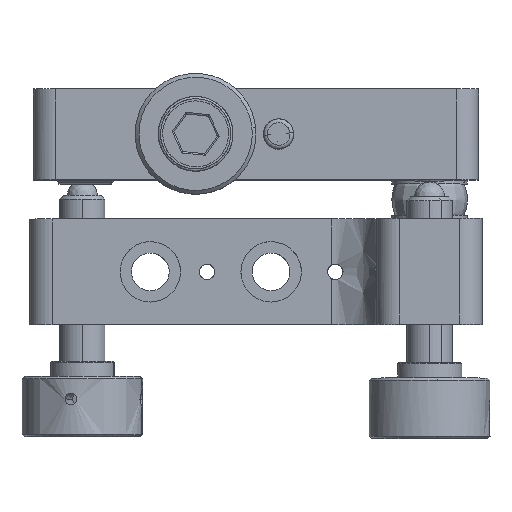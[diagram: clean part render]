
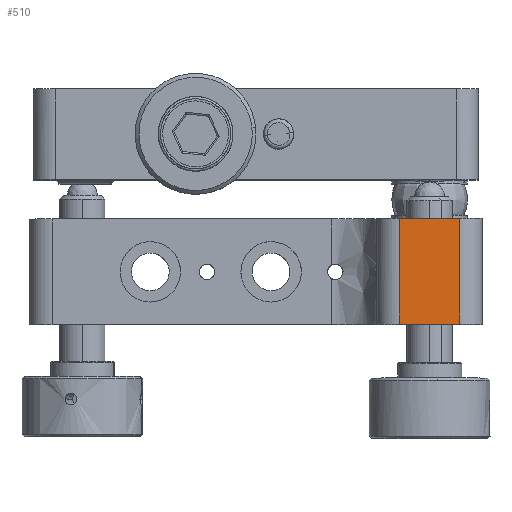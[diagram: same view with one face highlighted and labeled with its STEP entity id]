
A CAD part, top view. The second image highlights one B-rep face of the part: STEP entity #510.
In plain terms, the highlighted free-form (B-spline) face has degree [1, 1] with [2, 2] control points.
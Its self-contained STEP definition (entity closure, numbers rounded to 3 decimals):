
#510=ADVANCED_FACE('',(#1238),#25939,.T.);
#1238=FACE_OUTER_BOUND('',#1976,.T.);
#1976=EDGE_LOOP('',(#2947,#2948,#2949,#2950));
#2947=ORIENTED_EDGE('',*,*,#21447,.T.);
#2948=ORIENTED_EDGE('',*,*,#21448,.T.);
#2949=ORIENTED_EDGE('',*,*,#21449,.T.);
#2950=ORIENTED_EDGE('',*,*,#21446,.F.);
#6908=PCURVE('',#26406,#10870);
#6909=PCURVE('',#25939,#10871);
#6910=PCURVE('',#25939,#10872);
#6911=PCURVE('',#25939,#10873);
#6912=PCURVE('',#25939,#10874);
#6924=PCURVE('',#25940,#10886);
#6946=PCURVE('',#26407,#10908);
#7002=PCURVE('',#25944,#10964);
#10870=DEFINITIONAL_REPRESENTATION('',(#14824),#52595);
#10871=DEFINITIONAL_REPRESENTATION('',(#14826),#52595);
#10872=DEFINITIONAL_REPRESENTATION('',(#14828),#52595);
#10873=DEFINITIONAL_REPRESENTATION('',(#14830),#52595);
#10874=DEFINITIONAL_REPRESENTATION('',(#14831),#52595);
#10886=DEFINITIONAL_REPRESENTATION('',(#14840),#52595);
#10908=DEFINITIONAL_REPRESENTATION('',(#14844),#52595);
#10964=DEFINITIONAL_REPRESENTATION('',(#14887),#52595);
#14824=B_SPLINE_CURVE_WITH_KNOTS('',1,(#29089,#29090),.UNSPECIFIED.,.F.,
 .F.,(2,2),(0.,14.),.UNSPECIFIED.);
#14825=B_SPLINE_CURVE_WITH_KNOTS('',1,(#29091,#29092),.UNSPECIFIED.,.F.,
 .F.,(2,2),(-8.,0.),.UNSPECIFIED.);
#14826=B_SPLINE_CURVE_WITH_KNOTS('',1,(#29093,#29094),.UNSPECIFIED.,.F.,
 .F.,(2,2),(-8.,0.),.UNSPECIFIED.);
#14827=B_SPLINE_CURVE_WITH_KNOTS('',1,(#29095,#29096),.UNSPECIFIED.,.F.,
 .F.,(2,2),(-14.,0.),.UNSPECIFIED.);
#14828=B_SPLINE_CURVE_WITH_KNOTS('',1,(#29097,#29098),.UNSPECIFIED.,.F.,
 .F.,(2,2),(-14.,0.),.UNSPECIFIED.);
#14829=B_SPLINE_CURVE_WITH_KNOTS('',1,(#29099,#29100),.UNSPECIFIED.,.F.,
 .F.,(2,2),(-8.,0.),.UNSPECIFIED.);
#14830=B_SPLINE_CURVE_WITH_KNOTS('',1,(#29101,#29102),.UNSPECIFIED.,.F.,
 .F.,(2,2),(-8.,0.),.UNSPECIFIED.);
#14831=B_SPLINE_CURVE_WITH_KNOTS('',1,(#29103,#29104),.UNSPECIFIED.,.F.,
 .F.,(2,2),(0.,14.),.UNSPECIFIED.);
#14840=B_SPLINE_CURVE_WITH_KNOTS('',1,(#29154,#29155),.UNSPECIFIED.,.F.,
 .F.,(2,2),(-8.,0.),.UNSPECIFIED.);
#14844=B_SPLINE_CURVE_WITH_KNOTS('',1,(#29299,#29300),.UNSPECIFIED.,.F.,
 .F.,(2,2),(-14.,0.),.UNSPECIFIED.);
#14887=B_SPLINE_CURVE_WITH_KNOTS('',1,(#29698,#29699),.UNSPECIFIED.,.F.,
 .F.,(2,2),(-8.,0.),.UNSPECIFIED.);
#19451=SURFACE_CURVE('',#23449,(#6908,#6912),.PCURVE_S1.);
#19452=SURFACE_CURVE('',#14825,(#6909,#6924),.PCURVE_S1.);
#19453=SURFACE_CURVE('',#14827,(#6910,#6946),.PCURVE_S1.);
#19454=SURFACE_CURVE('',#14829,(#6911,#7002),.PCURVE_S1.);
#21446=EDGE_CURVE('',#24690,#24689,#19451,.T.);
#21447=EDGE_CURVE('',#24690,#24691,#19452,.T.);
#21448=EDGE_CURVE('',#24691,#24692,#19453,.T.);
#21449=EDGE_CURVE('',#24692,#24689,#19454,.T.);
#23449=(
BOUNDED_CURVE()
B_SPLINE_CURVE(1,(#29087,#29088),.UNSPECIFIED.,.F.,.F.)
B_SPLINE_CURVE_WITH_KNOTS((2,2),(0.,14.),.UNSPECIFIED.)
CURVE()
GEOMETRIC_REPRESENTATION_ITEM()
RATIONAL_B_SPLINE_CURVE((1.,1.))
REPRESENTATION_ITEM('')
);
#24689=VERTEX_POINT('',#28017);
#24690=VERTEX_POINT('',#28018);
#24691=VERTEX_POINT('',#28019);
#24692=VERTEX_POINT('',#28020);
#25939=B_SPLINE_SURFACE_WITH_KNOTS('',1,1,((#27436,#27437),(#27438,#27439)),
 .UNSPECIFIED.,.F.,.F.,.F.,(2,2),(2,2),(0.,9.84),(-17.04,0.),
 .UNSPECIFIED.);
#25940=B_SPLINE_SURFACE_WITH_KNOTS('',1,1,((#27440,#27441),(#27442,#27443)),
 .UNSPECIFIED.,.F.,.F.,.F.,(2,2),(2,2),(-72.24,0.),(-72.24,
0.),.UNSPECIFIED.);
#25944=B_SPLINE_SURFACE_WITH_KNOTS('',1,1,((#27546,#27547),(#27548,#27549)),
 .UNSPECIFIED.,.F.,.F.,.F.,(2,2),(2,2),(0.,72.24),(-72.24,
0.),.UNSPECIFIED.);
#26406=(
BOUNDED_SURFACE()
B_SPLINE_SURFACE(2,1,((#27418,#27419),(#27420,#27421),(#27422,#27423),(#27424,
#27425),(#27426,#27427),(#27428,#27429),(#27430,#27431),(#27432,#27433),
(#27434,#27435)),.UNSPECIFIED.,.T.,.F.,.F.)
B_SPLINE_SURFACE_WITH_KNOTS((3,2,2,2,3),(2,2),(0.,1.571,3.142,
4.712,6.283),(0.,17.04),.UNSPECIFIED.)
GEOMETRIC_REPRESENTATION_ITEM()
RATIONAL_B_SPLINE_SURFACE(((1.,1.),(0.707,0.707),
(1.,1.),(0.707,0.707),(1.,1.),(0.707,
0.707),(1.,1.),(0.707,0.707),(1.,1.)))
REPRESENTATION_ITEM('')
SURFACE()
);
#26407=(
BOUNDED_SURFACE()
B_SPLINE_SURFACE(2,1,((#27444,#27445),(#27446,#27447),(#27448,#27449),(#27450,
#27451),(#27452,#27453),(#27454,#27455),(#27456,#27457),(#27458,#27459),
(#27460,#27461)),.UNSPECIFIED.,.T.,.F.,.F.)
B_SPLINE_SURFACE_WITH_KNOTS((3,2,2,2,3),(2,2),(0.,1.571,3.142,
4.712,6.283),(0.,17.04),.UNSPECIFIED.)
GEOMETRIC_REPRESENTATION_ITEM()
RATIONAL_B_SPLINE_SURFACE(((1.,1.),(0.707,0.707),
(1.,1.),(0.707,0.707),(1.,1.),(0.707,
0.707),(1.,1.),(0.707,0.707),(1.,1.)))
REPRESENTATION_ITEM('')
SURFACE()
);
#27418=CARTESIAN_POINT('',(26.286,1.52,-57.));
#27419=CARTESIAN_POINT('',(26.286,-15.52,-57.));
#27420=CARTESIAN_POINT('',(26.286,1.52,-54.));
#27421=CARTESIAN_POINT('',(26.286,-15.52,-54.));
#27422=CARTESIAN_POINT('',(23.286,1.52,-54.));
#27423=CARTESIAN_POINT('',(23.286,-15.52,-54.));
#27424=CARTESIAN_POINT('',(20.286,1.52,-54.));
#27425=CARTESIAN_POINT('',(20.286,-15.52,-54.));
#27426=CARTESIAN_POINT('',(20.286,1.52,-57.));
#27427=CARTESIAN_POINT('',(20.286,-15.52,-57.));
#27428=CARTESIAN_POINT('',(20.286,1.52,-60.));
#27429=CARTESIAN_POINT('',(20.286,-15.52,-60.));
#27430=CARTESIAN_POINT('',(23.286,1.52,-60.));
#27431=CARTESIAN_POINT('',(23.286,-15.52,-60.));
#27432=CARTESIAN_POINT('',(26.286,1.52,-60.));
#27433=CARTESIAN_POINT('',(26.286,-15.52,-60.));
#27434=CARTESIAN_POINT('',(26.286,1.52,-57.));
#27435=CARTESIAN_POINT('',(26.286,-15.52,-57.));
#27436=CARTESIAN_POINT('',(32.206,-15.52,-60.));
#27437=CARTESIAN_POINT('',(32.206,1.52,-60.));
#27438=CARTESIAN_POINT('',(22.366,-15.52,-60.));
#27439=CARTESIAN_POINT('',(22.366,1.52,-60.));
#27440=CARTESIAN_POINT('',(-31.834,0.,-66.12));
#27441=CARTESIAN_POINT('',(40.406,0.,-66.12));
#27442=CARTESIAN_POINT('',(-31.834,0.,6.12));
#27443=CARTESIAN_POINT('',(40.406,0.,6.12));
#27444=CARTESIAN_POINT('',(28.286,-15.52,-57.));
#27445=CARTESIAN_POINT('',(28.286,1.52,-57.));
#27446=CARTESIAN_POINT('',(28.286,-15.52,-54.));
#27447=CARTESIAN_POINT('',(28.286,1.52,-54.));
#27448=CARTESIAN_POINT('',(31.286,-15.52,-54.));
#27449=CARTESIAN_POINT('',(31.286,1.52,-54.));
#27450=CARTESIAN_POINT('',(34.286,-15.52,-54.));
#27451=CARTESIAN_POINT('',(34.286,1.52,-54.));
#27452=CARTESIAN_POINT('',(34.286,-15.52,-57.));
#27453=CARTESIAN_POINT('',(34.286,1.52,-57.));
#27454=CARTESIAN_POINT('',(34.286,-15.52,-60.));
#27455=CARTESIAN_POINT('',(34.286,1.52,-60.));
#27456=CARTESIAN_POINT('',(31.286,-15.52,-60.));
#27457=CARTESIAN_POINT('',(31.286,1.52,-60.));
#27458=CARTESIAN_POINT('',(28.286,-15.52,-60.));
#27459=CARTESIAN_POINT('',(28.286,1.52,-60.));
#27460=CARTESIAN_POINT('',(28.286,-15.52,-57.));
#27461=CARTESIAN_POINT('',(28.286,1.52,-57.));
#27546=CARTESIAN_POINT('',(-31.834,-14.,6.12));
#27547=CARTESIAN_POINT('',(40.406,-14.,6.12));
#27548=CARTESIAN_POINT('',(-31.834,-14.,-66.12));
#27549=CARTESIAN_POINT('',(40.406,-14.,-66.12));
#28017=CARTESIAN_POINT('',(23.286,-14.,-60.));
#28018=CARTESIAN_POINT('',(23.286,0.,-60.));
#28019=CARTESIAN_POINT('',(31.286,0.,-60.));
#28020=CARTESIAN_POINT('',(31.286,-14.,-60.));
#29087=CARTESIAN_POINT('',(23.286,0.,-60.));
#29088=CARTESIAN_POINT('',(23.286,-14.,-60.));
#29089=CARTESIAN_POINT('',(4.712,1.52));
#29090=CARTESIAN_POINT('',(4.712,15.52));
#29091=CARTESIAN_POINT('',(23.286,0.,-60.));
#29092=CARTESIAN_POINT('',(31.286,0.,-60.));
#29093=CARTESIAN_POINT('',(8.92,-1.52));
#29094=CARTESIAN_POINT('',(0.92,-1.52));
#29095=CARTESIAN_POINT('',(31.286,0.,-60.));
#29096=CARTESIAN_POINT('',(31.286,-14.,-60.));
#29097=CARTESIAN_POINT('',(0.92,-1.52));
#29098=CARTESIAN_POINT('',(0.92,-15.52));
#29099=CARTESIAN_POINT('',(31.286,-14.,-60.));
#29100=CARTESIAN_POINT('',(23.286,-14.,-60.));
#29101=CARTESIAN_POINT('',(0.92,-15.52));
#29102=CARTESIAN_POINT('',(8.92,-15.52));
#29103=CARTESIAN_POINT('',(8.92,-1.52));
#29104=CARTESIAN_POINT('',(8.92,-15.52));
#29154=CARTESIAN_POINT('',(-66.12,-17.12));
#29155=CARTESIAN_POINT('',(-66.12,-9.12));
#29299=CARTESIAN_POINT('',(4.712,15.52));
#29300=CARTESIAN_POINT('',(4.712,1.52));
#29698=CARTESIAN_POINT('',(66.12,-9.12));
#29699=CARTESIAN_POINT('',(66.12,-17.12));
#52595=(
GEOMETRIC_REPRESENTATION_CONTEXT(2)
PARAMETRIC_REPRESENTATION_CONTEXT()
REPRESENTATION_CONTEXT('pspace','')
);
